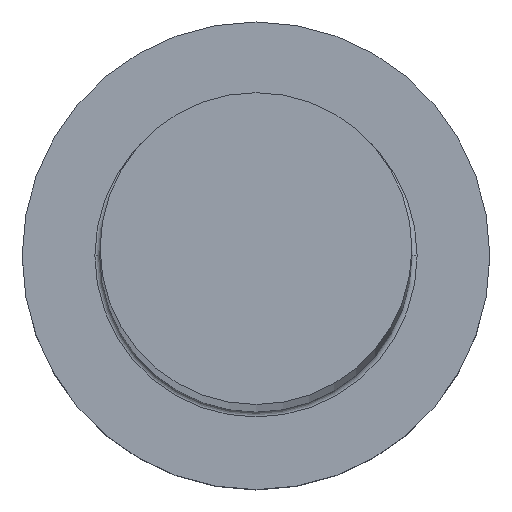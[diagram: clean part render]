
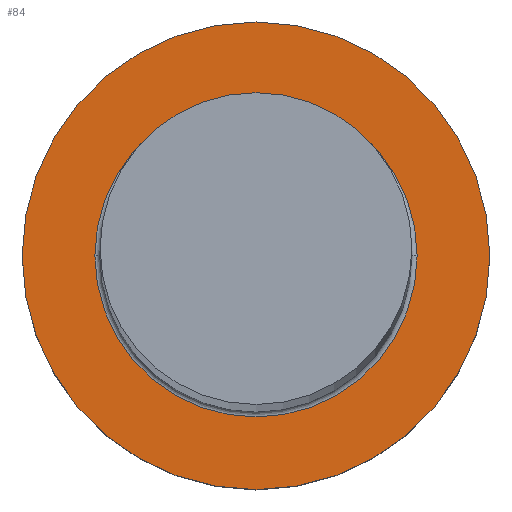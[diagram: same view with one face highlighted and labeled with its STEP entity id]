
A CAD part, top view. The second image highlights one B-rep face of the part: STEP entity #84.
In plain terms, the highlighted planar face has unit normal (0, 0, 1).
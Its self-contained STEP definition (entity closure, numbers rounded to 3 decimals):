
#23 = DIRECTION ( 'NONE',  ( 1., 0., 0. ) ) ;
#28 = EDGE_CURVE ( 'NONE', #251, #145, #180, .T. ) ;
#38 = DIRECTION ( 'NONE',  ( 0., 0., -1. ) ) ;
#52 = AXIS2_PLACEMENT_3D ( 'NONE', #140, #64, #119 ) ;
#64 = DIRECTION ( 'NONE',  ( 0., 0., 1. ) ) ;
#66 = DIRECTION ( 'NONE',  ( 0., 0., 1. ) ) ;
#69 = CARTESIAN_POINT ( 'NONE',  ( 6.2, 0., 7. ) ) ;
#84 = ADVANCED_FACE ( 'NONE', ( #306, #159 ), #164, .T. ) ;
#85 = ORIENTED_EDGE ( 'NONE', *, *, #28, .T. ) ;
#86 = ORIENTED_EDGE ( 'NONE', *, *, #160, .T. ) ;
#88 = AXIS2_PLACEMENT_3D ( 'NONE', #158, #118, #186 ) ;
#108 = CARTESIAN_POINT ( 'NONE',  ( 0., 0., 7. ) ) ;
#118 = DIRECTION ( 'NONE',  ( 0., 0., 1. ) ) ;
#119 = DIRECTION ( 'NONE',  ( 1., 0., 0. ) ) ;
#132 = DIRECTION ( 'NONE',  ( 1., 0., 0. ) ) ;
#139 = CARTESIAN_POINT ( 'NONE',  ( 0., 0., 7. ) ) ;
#140 = CARTESIAN_POINT ( 'NONE',  ( 0., 0., 7. ) ) ;
#141 = CARTESIAN_POINT ( 'NONE',  ( -6.2, 0., 7. ) ) ;
#145 = VERTEX_POINT ( 'NONE', #141 ) ;
#148 = CIRCLE ( 'NONE', #252, 9. ) ;
#151 = VERTEX_POINT ( 'NONE', #211 ) ;
#158 = CARTESIAN_POINT ( 'NONE',  ( 0., 0., 7. ) ) ;
#159 = FACE_OUTER_BOUND ( 'NONE', #167, .T. ) ;
#160 = EDGE_CURVE ( 'NONE', #272, #151, #148, .T. ) ;
#162 = DIRECTION ( 'NONE',  ( 1., 0., 0. ) ) ;
#164 = PLANE ( 'NONE',  #52 ) ;
#167 = EDGE_LOOP ( 'NONE', ( #208, #86 ) ) ;
#180 = CIRCLE ( 'NONE', #255, 6.2 ) ;
#185 = DIRECTION ( 'NONE',  ( 0., 0., -1. ) ) ;
#186 = DIRECTION ( 'NONE',  ( 1., 0., 0. ) ) ;
#191 = EDGE_CURVE ( 'NONE', #151, #272, #246, .T. ) ;
#203 = AXIS2_PLACEMENT_3D ( 'NONE', #139, #185, #23 ) ;
#207 = CIRCLE ( 'NONE', #203, 6.2 ) ;
#208 = ORIENTED_EDGE ( 'NONE', *, *, #191, .T. ) ;
#211 = CARTESIAN_POINT ( 'NONE',  ( -9., 0., 7. ) ) ;
#214 = EDGE_CURVE ( 'NONE', #145, #251, #207, .T. ) ;
#218 = CARTESIAN_POINT ( 'NONE',  ( 9., 0., 7. ) ) ;
#246 = CIRCLE ( 'NONE', #88, 9. ) ;
#251 = VERTEX_POINT ( 'NONE', #69 ) ;
#252 = AXIS2_PLACEMENT_3D ( 'NONE', #281, #66, #162 ) ;
#255 = AXIS2_PLACEMENT_3D ( 'NONE', #108, #38, #132 ) ;
#272 = VERTEX_POINT ( 'NONE', #218 ) ;
#278 = EDGE_LOOP ( 'NONE', ( #85, #294 ) ) ;
#281 = CARTESIAN_POINT ( 'NONE',  ( 0., 0., 7. ) ) ;
#294 = ORIENTED_EDGE ( 'NONE', *, *, #214, .T. ) ;
#306 = FACE_BOUND ( 'NONE', #278, .T. ) ;
